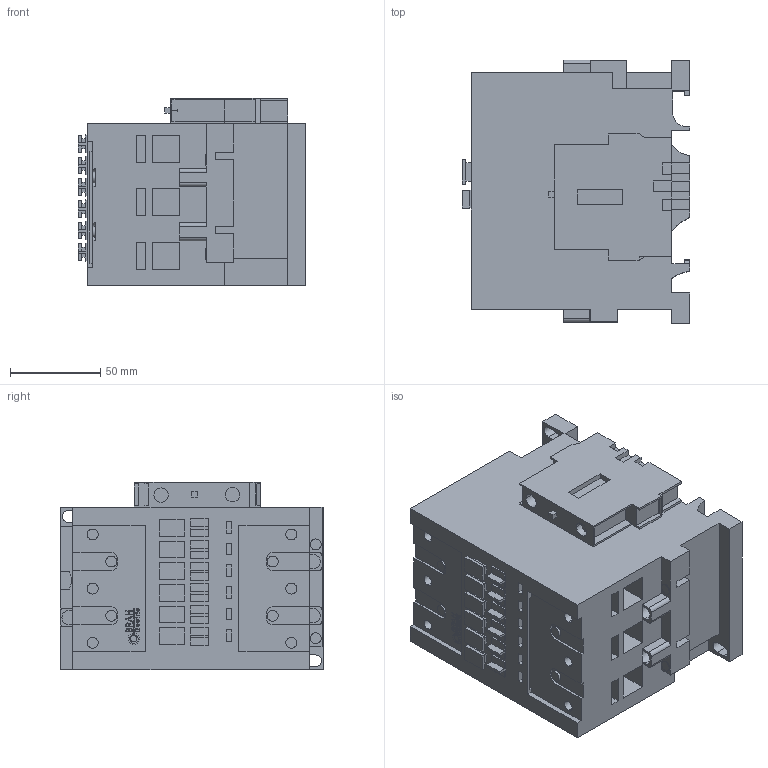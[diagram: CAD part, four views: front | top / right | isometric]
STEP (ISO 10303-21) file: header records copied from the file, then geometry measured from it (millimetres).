
FILE_DESCRIPTION (( 'STEP AP214' ), '1' );
FILE_NAME ('BA110-30-11-42.STEP', '2014-05-13T09:10:31', ( '' ), ( '' ), 'SwSTEP 2.0', 'SolidWorks 2013', '' );
FILE_SCHEMA (( 'AUTOMOTIVE_DESIGN' ));
Length unit declared in the file: millimetre
Products named in the file (1): BA110-30-11-42
Bounding box: 126 x 146 x 104 mm (x, y, z)
Volume: 1387910.8 mm3; surface area: 115765.1 mm2
Topology: 3 solids, 5 shells, 847 faces, 2244 edges, 1489 vertices
Faces by surface type: plane 714, cylinder 83, bspline 50
Entity records: 28392 total; most frequent: CARTESIAN_POINT 7431, ORIENTED_EDGE 4488, DIRECTION 3910, EDGE_CURVE 2244, VECTOR 1974, LINE 1974, VERTEX_POINT 1489, AXIS2_PLACEMENT_3D 968
